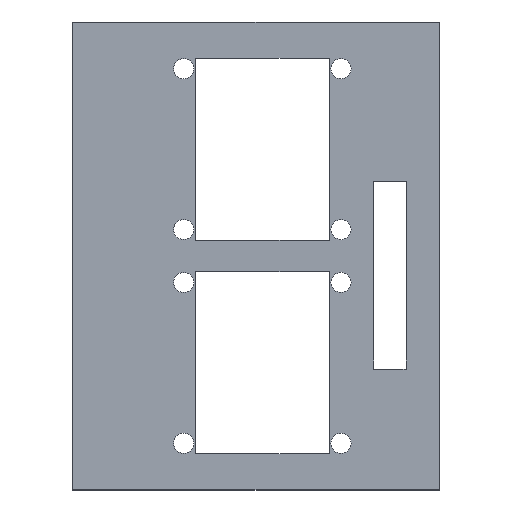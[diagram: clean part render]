
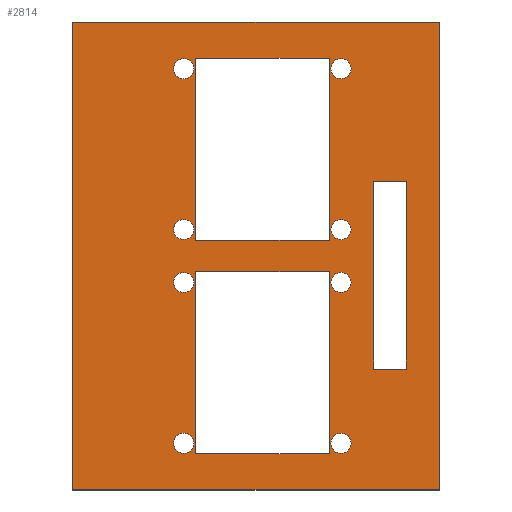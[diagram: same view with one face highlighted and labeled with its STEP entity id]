
A CAD part, top view. The second image highlights one B-rep face of the part: STEP entity #2814.
In plain terms, the highlighted planar face has unit normal (0, 0, 1).
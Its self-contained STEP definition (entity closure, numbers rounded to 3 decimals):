
#81=CIRCLE('',#2996,1.5);
#82=CIRCLE('',#2997,1.5);
#83=CIRCLE('',#2998,1.5);
#84=CIRCLE('',#2999,1.5);
#85=CIRCLE('',#3000,1.5);
#86=CIRCLE('',#3001,1.5);
#87=CIRCLE('',#3002,1.5);
#88=CIRCLE('',#3003,1.5);
#102=FACE_BOUND('',#342,.T.);
#103=FACE_BOUND('',#343,.T.);
#104=FACE_BOUND('',#344,.T.);
#105=FACE_BOUND('',#345,.T.);
#106=FACE_BOUND('',#346,.T.);
#107=FACE_BOUND('',#347,.T.);
#108=FACE_BOUND('',#348,.T.);
#109=FACE_BOUND('',#349,.T.);
#110=FACE_BOUND('',#350,.T.);
#111=FACE_BOUND('',#351,.T.);
#112=FACE_BOUND('',#352,.T.);
#190=FACE_OUTER_BOUND('',#341,.T.);
#341=EDGE_LOOP('',(#2289,#2290,#2291,#2292));
#342=EDGE_LOOP('',(#2293,#2294,#2295,#2296));
#343=EDGE_LOOP('',(#2297,#2298,#2299,#2300));
#344=EDGE_LOOP('',(#2301,#2302,#2303,#2304));
#345=EDGE_LOOP('',(#2305));
#346=EDGE_LOOP('',(#2306));
#347=EDGE_LOOP('',(#2307));
#348=EDGE_LOOP('',(#2308));
#349=EDGE_LOOP('',(#2309));
#350=EDGE_LOOP('',(#2310));
#351=EDGE_LOOP('',(#2311));
#352=EDGE_LOOP('',(#2312));
#631=LINE('',#4314,#990);
#633=LINE('',#4318,#992);
#638=LINE('',#4328,#997);
#643=LINE('',#4336,#1002);
#646=LINE('',#4345,#1005);
#649=LINE('',#4351,#1008);
#650=LINE('',#4353,#1009);
#651=LINE('',#4355,#1010);
#652=LINE('',#4356,#1011);
#653=LINE('',#4358,#1012);
#654=LINE('',#4360,#1013);
#655=LINE('',#4361,#1014);
#656=LINE('',#4364,#1015);
#657=LINE('',#4366,#1016);
#658=LINE('',#4368,#1017);
#659=LINE('',#4369,#1018);
#990=VECTOR('',#3500,10.);
#992=VECTOR('',#3504,10.);
#997=VECTOR('',#3513,10.);
#1002=VECTOR('',#3522,10.);
#1005=VECTOR('',#3533,10.);
#1008=VECTOR('',#3538,10.);
#1009=VECTOR('',#3539,10.);
#1010=VECTOR('',#3540,10.);
#1011=VECTOR('',#3541,10.);
#1012=VECTOR('',#3542,10.);
#1013=VECTOR('',#3543,10.);
#1014=VECTOR('',#3544,10.);
#1015=VECTOR('',#3545,10.);
#1016=VECTOR('',#3546,10.);
#1017=VECTOR('',#3547,10.);
#1018=VECTOR('',#3548,10.);
#1319=VERTEX_POINT('',#4311);
#1320=VERTEX_POINT('',#4313);
#1321=VERTEX_POINT('',#4317);
#1324=VERTEX_POINT('',#4327);
#1326=VERTEX_POINT('',#4343);
#1327=VERTEX_POINT('',#4344);
#1328=VERTEX_POINT('',#4349);
#1329=VERTEX_POINT('',#4350);
#1330=VERTEX_POINT('',#4352);
#1331=VERTEX_POINT('',#4354);
#1332=VERTEX_POINT('',#4357);
#1333=VERTEX_POINT('',#4359);
#1334=VERTEX_POINT('',#4362);
#1335=VERTEX_POINT('',#4363);
#1336=VERTEX_POINT('',#4365);
#1337=VERTEX_POINT('',#4367);
#1338=VERTEX_POINT('',#4370);
#1339=VERTEX_POINT('',#4372);
#1340=VERTEX_POINT('',#4374);
#1341=VERTEX_POINT('',#4376);
#1342=VERTEX_POINT('',#4378);
#1343=VERTEX_POINT('',#4380);
#1344=VERTEX_POINT('',#4382);
#1345=VERTEX_POINT('',#4384);
#1660=EDGE_CURVE('',#1320,#1319,#631,.T.);
#1662=EDGE_CURVE('',#1321,#1320,#633,.T.);
#1667=EDGE_CURVE('',#1324,#1321,#638,.T.);
#1672=EDGE_CURVE('',#1319,#1324,#643,.T.);
#1675=EDGE_CURVE('',#1326,#1327,#646,.T.);
#1678=EDGE_CURVE('',#1328,#1329,#649,.T.);
#1679=EDGE_CURVE('',#1328,#1330,#650,.T.);
#1680=EDGE_CURVE('',#1331,#1330,#651,.T.);
#1681=EDGE_CURVE('',#1331,#1329,#652,.T.);
#1682=EDGE_CURVE('',#1332,#1326,#653,.T.);
#1683=EDGE_CURVE('',#1327,#1333,#654,.T.);
#1684=EDGE_CURVE('',#1333,#1332,#655,.T.);
#1685=EDGE_CURVE('',#1334,#1335,#656,.T.);
#1686=EDGE_CURVE('',#1335,#1336,#657,.T.);
#1687=EDGE_CURVE('',#1336,#1337,#658,.T.);
#1688=EDGE_CURVE('',#1337,#1334,#659,.T.);
#1689=EDGE_CURVE('',#1338,#1338,#81,.T.);
#1690=EDGE_CURVE('',#1339,#1339,#82,.T.);
#1691=EDGE_CURVE('',#1340,#1340,#83,.T.);
#1692=EDGE_CURVE('',#1341,#1341,#84,.T.);
#1693=EDGE_CURVE('',#1342,#1342,#85,.T.);
#1694=EDGE_CURVE('',#1343,#1343,#86,.T.);
#1695=EDGE_CURVE('',#1344,#1344,#87,.T.);
#1696=EDGE_CURVE('',#1345,#1345,#88,.T.);
#2289=ORIENTED_EDGE('',*,*,#1678,.F.);
#2290=ORIENTED_EDGE('',*,*,#1679,.T.);
#2291=ORIENTED_EDGE('',*,*,#1680,.F.);
#2292=ORIENTED_EDGE('',*,*,#1681,.T.);
#2293=ORIENTED_EDGE('',*,*,#1662,.T.);
#2294=ORIENTED_EDGE('',*,*,#1660,.T.);
#2295=ORIENTED_EDGE('',*,*,#1672,.T.);
#2296=ORIENTED_EDGE('',*,*,#1667,.T.);
#2297=ORIENTED_EDGE('',*,*,#1682,.T.);
#2298=ORIENTED_EDGE('',*,*,#1675,.T.);
#2299=ORIENTED_EDGE('',*,*,#1683,.T.);
#2300=ORIENTED_EDGE('',*,*,#1684,.T.);
#2301=ORIENTED_EDGE('',*,*,#1685,.T.);
#2302=ORIENTED_EDGE('',*,*,#1686,.T.);
#2303=ORIENTED_EDGE('',*,*,#1687,.T.);
#2304=ORIENTED_EDGE('',*,*,#1688,.T.);
#2305=ORIENTED_EDGE('',*,*,#1689,.T.);
#2306=ORIENTED_EDGE('',*,*,#1690,.T.);
#2307=ORIENTED_EDGE('',*,*,#1691,.T.);
#2308=ORIENTED_EDGE('',*,*,#1692,.T.);
#2309=ORIENTED_EDGE('',*,*,#1693,.T.);
#2310=ORIENTED_EDGE('',*,*,#1694,.T.);
#2311=ORIENTED_EDGE('',*,*,#1695,.T.);
#2312=ORIENTED_EDGE('',*,*,#1696,.T.);
#2684=PLANE('',#2995);
#2814=ADVANCED_FACE('',(#190,#102,#103,#104,#105,#106,#107,#108,#109,#110,
#111,#112),#2684,.T.);
#2995=AXIS2_PLACEMENT_3D('',#4348,#3536,#3537);
#2996=AXIS2_PLACEMENT_3D('',#4371,#3549,#3550);
#2997=AXIS2_PLACEMENT_3D('',#4373,#3551,#3552);
#2998=AXIS2_PLACEMENT_3D('',#4375,#3553,#3554);
#2999=AXIS2_PLACEMENT_3D('',#4377,#3555,#3556);
#3000=AXIS2_PLACEMENT_3D('',#4379,#3557,#3558);
#3001=AXIS2_PLACEMENT_3D('',#4381,#3559,#3560);
#3002=AXIS2_PLACEMENT_3D('',#4383,#3561,#3562);
#3003=AXIS2_PLACEMENT_3D('',#4385,#3563,#3564);
#3500=DIRECTION('',(-1.,0.,0.));
#3504=DIRECTION('',(0.,-1.,0.));
#3513=DIRECTION('',(1.,0.,0.));
#3522=DIRECTION('',(0.,1.,0.));
#3533=DIRECTION('',(1.,0.,0.));
#3536=DIRECTION('center_axis',(0.,0.,1.));
#3537=DIRECTION('ref_axis',(-1.,0.,0.));
#3538=DIRECTION('',(1.,0.,0.));
#3539=DIRECTION('',(0.,-1.,0.));
#3540=DIRECTION('',(-1.,0.,0.));
#3541=DIRECTION('',(0.,1.,0.));
#3542=DIRECTION('',(0.,1.,0.));
#3543=DIRECTION('',(0.,-1.,0.));
#3544=DIRECTION('',(-1.,0.,0.));
#3545=DIRECTION('',(0.,1.,0.));
#3546=DIRECTION('',(1.,0.,0.));
#3547=DIRECTION('',(0.,-1.,0.));
#3548=DIRECTION('',(-1.,0.,0.));
#3549=DIRECTION('center_axis',(0.,0.,-1.));
#3550=DIRECTION('ref_axis',(-1.,0.,0.));
#3551=DIRECTION('center_axis',(0.,0.,-1.));
#3552=DIRECTION('ref_axis',(-1.,0.,0.));
#3553=DIRECTION('center_axis',(0.,0.,-1.));
#3554=DIRECTION('ref_axis',(-1.,0.,0.));
#3555=DIRECTION('center_axis',(0.,0.,-1.));
#3556=DIRECTION('ref_axis',(-1.,0.,0.));
#3557=DIRECTION('center_axis',(0.,0.,-1.));
#3558=DIRECTION('ref_axis',(-1.,0.,0.));
#3559=DIRECTION('center_axis',(0.,0.,-1.));
#3560=DIRECTION('ref_axis',(-1.,0.,0.));
#3561=DIRECTION('center_axis',(0.,0.,-1.));
#3562=DIRECTION('ref_axis',(-1.,0.,0.));
#3563=DIRECTION('center_axis',(0.,0.,-1.));
#3564=DIRECTION('ref_axis',(-1.,0.,0.));
#4311=CARTESIAN_POINT('',(48.722,31.838,35.718));
#4313=CARTESIAN_POINT('',(53.576,31.838,35.718));
#4314=CARTESIAN_POINT('',(55.075,31.838,35.718));
#4317=CARTESIAN_POINT('',(53.576,59.896,35.718));
#4318=CARTESIAN_POINT('',(53.576,37.338,35.718));
#4327=CARTESIAN_POINT('',(48.722,59.896,35.718));
#4328=CARTESIAN_POINT('',(52.648,59.896,35.718));
#4336=CARTESIAN_POINT('',(48.722,23.309,35.718));
#4343=CARTESIAN_POINT('',(22.179,78.297,35.718));
#4344=CARTESIAN_POINT('',(42.079,78.297,35.718));
#4345=CARTESIAN_POINT('',(47.876,78.297,35.718));
#4348=CARTESIAN_POINT('Origin',(56.573,14.779,35.718));
#4349=CARTESIAN_POINT('',(3.751,83.68,35.718));
#4350=CARTESIAN_POINT('',(58.574,83.68,35.718));
#4351=CARTESIAN_POINT('',(5.234,83.68,35.718));
#4352=CARTESIAN_POINT('',(3.751,13.78,35.718));
#4353=CARTESIAN_POINT('',(3.751,14.779,35.718));
#4354=CARTESIAN_POINT('',(58.574,13.78,35.718));
#4355=CARTESIAN_POINT('',(56.573,13.78,35.718));
#4356=CARTESIAN_POINT('',(58.574,82.7,35.718));
#4357=CARTESIAN_POINT('',(22.179,51.097,35.718));
#4358=CARTESIAN_POINT('',(22.179,46.438,35.718));
#4359=CARTESIAN_POINT('',(42.079,51.097,35.718));
#4360=CARTESIAN_POINT('',(42.079,46.438,35.718));
#4361=CARTESIAN_POINT('',(49.226,51.097,35.718));
#4362=CARTESIAN_POINT('',(22.179,19.152,35.718));
#4363=CARTESIAN_POINT('',(22.179,46.352,35.718));
#4364=CARTESIAN_POINT('',(22.179,17.066,35.718));
#4365=CARTESIAN_POINT('',(42.079,46.352,35.718));
#4366=CARTESIAN_POINT('',(47.876,46.352,35.718));
#4367=CARTESIAN_POINT('',(42.079,19.152,35.718));
#4368=CARTESIAN_POINT('',(42.079,17.066,35.718));
#4369=CARTESIAN_POINT('',(39.476,19.152,35.718));
#4370=CARTESIAN_POINT('',(45.356,76.713,35.718));
#4371=CARTESIAN_POINT('Origin',(43.856,76.713,35.718));
#4372=CARTESIAN_POINT('',(45.356,44.769,35.718));
#4373=CARTESIAN_POINT('Origin',(43.856,44.769,35.718));
#4374=CARTESIAN_POINT('',(45.356,20.736,35.718));
#4375=CARTESIAN_POINT('Origin',(43.856,20.736,35.718));
#4376=CARTESIAN_POINT('',(21.856,52.68,35.718));
#4377=CARTESIAN_POINT('Origin',(20.356,52.68,35.718));
#4378=CARTESIAN_POINT('',(21.856,44.769,35.718));
#4379=CARTESIAN_POINT('Origin',(20.356,44.769,35.718));
#4380=CARTESIAN_POINT('',(21.856,76.713,35.718));
#4381=CARTESIAN_POINT('Origin',(20.356,76.713,35.718));
#4382=CARTESIAN_POINT('',(45.356,52.68,35.718));
#4383=CARTESIAN_POINT('Origin',(43.856,52.68,35.718));
#4384=CARTESIAN_POINT('',(21.856,20.736,35.718));
#4385=CARTESIAN_POINT('Origin',(20.356,20.736,35.718));
